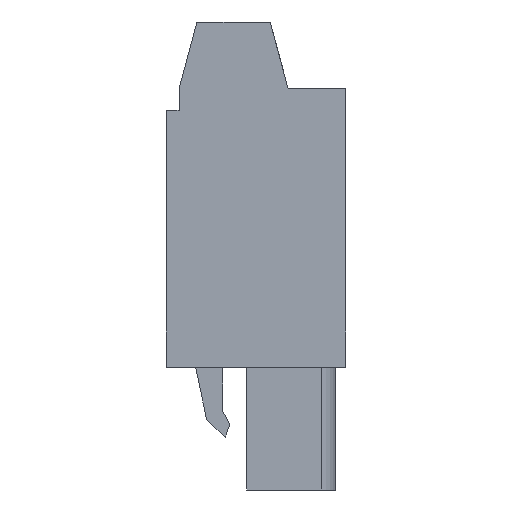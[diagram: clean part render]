
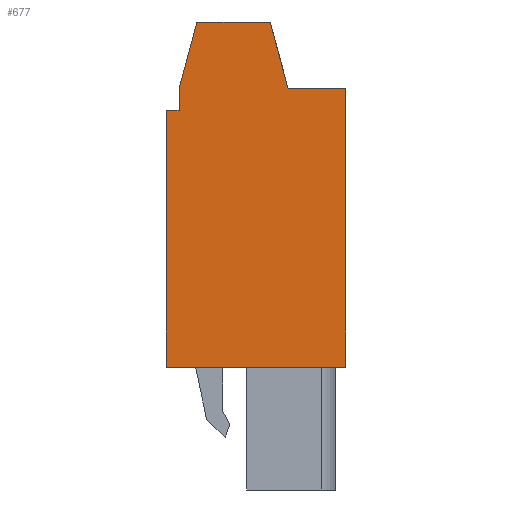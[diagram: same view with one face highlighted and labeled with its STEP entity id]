
A CAD part, left-side view. The second image highlights one B-rep face of the part: STEP entity #677.
In plain terms, the highlighted planar face has unit normal (-1, 0, 0).
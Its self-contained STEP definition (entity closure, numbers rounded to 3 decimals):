
#617=AXIS2_PLACEMENT_3D('Plane Axis2P3D',#614,#615,#616) ;
#49=CARTESIAN_POINT('Vertex',(0.,12.2,25.8)) ;
#52=CARTESIAN_POINT('Line Origine',(0.,11.763,25.8)) ;
#56=CARTESIAN_POINT('Vertex',(0.,11.325,25.8)) ;
#531=CARTESIAN_POINT('Line Origine',(0.,11.325,26.55)) ;
#535=CARTESIAN_POINT('Vertex',(0.,11.325,27.3)) ;
#614=CARTESIAN_POINT('Axis2P3D Location',(0.,-0.45,0.)) ;
#619=CARTESIAN_POINT('Line Origine',(0.,6.1,8.35)) ;
#623=CARTESIAN_POINT('Vertex',(0.,12.2,8.35)) ;
#625=CARTESIAN_POINT('Vertex',(0.,0.,8.35)) ;
#628=CARTESIAN_POINT('Line Origine',(0.,0.,17.825)) ;
#632=CARTESIAN_POINT('Vertex',(0.,0.,27.3)) ;
#635=CARTESIAN_POINT('Line Origine',(0.,1.963,27.3)) ;
#639=CARTESIAN_POINT('Vertex',(0.,3.925,27.3)) ;
#642=CARTESIAN_POINT('Line Origine',(0.,4.528,29.55)) ;
#646=CARTESIAN_POINT('Vertex',(0.,5.131,31.8)) ;
#649=CARTESIAN_POINT('Line Origine',(0.,7.625,31.8)) ;
#653=CARTESIAN_POINT('Vertex',(0.,10.119,31.8)) ;
#656=CARTESIAN_POINT('Line Origine',(0.,10.722,29.55)) ;
#661=CARTESIAN_POINT('Line Origine',(0.,12.2,17.075)) ;
#53=DIRECTION('Vector Direction',(0.,1.,0.)) ;
#532=DIRECTION('Vector Direction',(0.,0.,-1.)) ;
#615=DIRECTION('Axis2P3D Direction',(-1.,0.,0.)) ;
#616=DIRECTION('Axis2P3D XDirection',(0.,0.,1.)) ;
#620=DIRECTION('Vector Direction',(0.,-1.,0.)) ;
#629=DIRECTION('Vector Direction',(0.,0.,1.)) ;
#636=DIRECTION('Vector Direction',(0.,1.,0.)) ;
#643=DIRECTION('Vector Direction',(0.,0.259,0.966)) ;
#650=DIRECTION('Vector Direction',(0.,1.,0.)) ;
#657=DIRECTION('Vector Direction',(0.,0.259,-0.966)) ;
#662=DIRECTION('Vector Direction',(0.,0.,-1.)) ;
#54=VECTOR('Line Direction',#53,1.) ;
#533=VECTOR('Line Direction',#532,1.) ;
#621=VECTOR('Line Direction',#620,1.) ;
#630=VECTOR('Line Direction',#629,1.) ;
#637=VECTOR('Line Direction',#636,1.) ;
#644=VECTOR('Line Direction',#643,1.) ;
#651=VECTOR('Line Direction',#650,1.) ;
#658=VECTOR('Line Direction',#657,1.) ;
#663=VECTOR('Line Direction',#662,1.) ;
#667=ORIENTED_EDGE('',*,*,#627,.T.) ;
#668=ORIENTED_EDGE('',*,*,#634,.T.) ;
#669=ORIENTED_EDGE('',*,*,#641,.T.) ;
#670=ORIENTED_EDGE('',*,*,#648,.T.) ;
#671=ORIENTED_EDGE('',*,*,#655,.T.) ;
#672=ORIENTED_EDGE('',*,*,#660,.T.) ;
#673=ORIENTED_EDGE('',*,*,#537,.T.) ;
#674=ORIENTED_EDGE('',*,*,#58,.T.) ;
#675=ORIENTED_EDGE('',*,*,#665,.T.) ;
#677=ADVANCED_FACE('HOUSING',(#676),#618,.T.) ;
#58=EDGE_CURVE('',#57,#50,#55,.T.) ;
#537=EDGE_CURVE('',#536,#57,#534,.T.) ;
#627=EDGE_CURVE('',#624,#626,#622,.T.) ;
#634=EDGE_CURVE('',#626,#633,#631,.T.) ;
#641=EDGE_CURVE('',#633,#640,#638,.T.) ;
#648=EDGE_CURVE('',#640,#647,#645,.T.) ;
#655=EDGE_CURVE('',#647,#654,#652,.T.) ;
#660=EDGE_CURVE('',#654,#536,#659,.T.) ;
#665=EDGE_CURVE('',#50,#624,#664,.T.) ;
#666=EDGE_LOOP('',(#667,#668,#669,#670,#671,#672,#673,#674,#675)) ;
#676=FACE_OUTER_BOUND('',#666,.T.) ;
#55=LINE('Line',#52,#54) ;
#534=LINE('Line',#531,#533) ;
#622=LINE('Line',#619,#621) ;
#631=LINE('Line',#628,#630) ;
#638=LINE('Line',#635,#637) ;
#645=LINE('Line',#642,#644) ;
#652=LINE('Line',#649,#651) ;
#659=LINE('Line',#656,#658) ;
#664=LINE('Line',#661,#663) ;
#618=PLANE('',#617) ;
#50=VERTEX_POINT('',#49) ;
#57=VERTEX_POINT('',#56) ;
#536=VERTEX_POINT('',#535) ;
#624=VERTEX_POINT('',#623) ;
#626=VERTEX_POINT('',#625) ;
#633=VERTEX_POINT('',#632) ;
#640=VERTEX_POINT('',#639) ;
#647=VERTEX_POINT('',#646) ;
#654=VERTEX_POINT('',#653) ;
